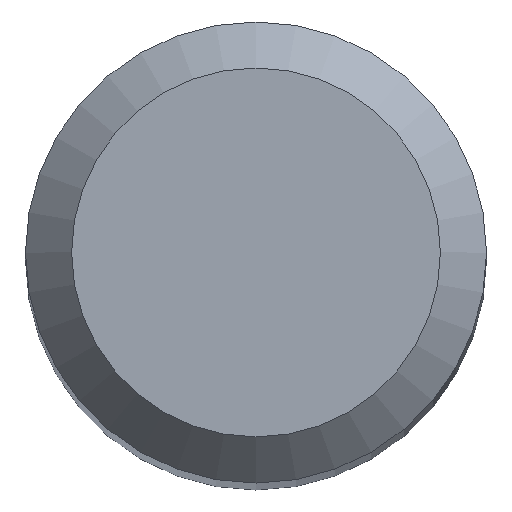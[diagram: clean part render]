
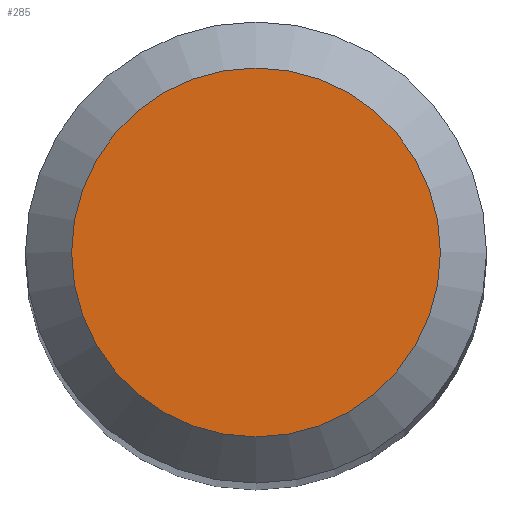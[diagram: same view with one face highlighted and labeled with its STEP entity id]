
A CAD part, top view. The second image highlights one B-rep face of the part: STEP entity #285.
In plain terms, the highlighted planar face has unit normal (0, 0, 1).
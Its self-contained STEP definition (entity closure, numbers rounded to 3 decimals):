
#2 = ORIENTED_EDGE ( 'NONE', *, *, #157, .T. ) ;
#7 = AXIS2_PLACEMENT_3D ( 'NONE', #236, #142, #147 ) ;
#42 = VERTEX_POINT ( 'NONE', #97 ) ;
#97 = CARTESIAN_POINT ( 'NONE',  ( 1.2, 0., 38. ) ) ;
#110 = DIRECTION ( 'NONE',  ( -1., 0., 0. ) ) ;
#142 = DIRECTION ( 'NONE',  ( 0., 0., 1. ) ) ;
#147 = DIRECTION ( 'NONE',  ( 1., 0., 0. ) ) ;
#157 = EDGE_CURVE ( 'NONE', #42, #42, #174, .T. ) ;
#163 = FACE_OUTER_BOUND ( 'NONE', #325, .T. ) ;
#174 = CIRCLE ( 'NONE', #7, 1.2 ) ;
#190 = PLANE ( 'NONE',  #203 ) ;
#203 = AXIS2_PLACEMENT_3D ( 'NONE', #226, #281, #110 ) ;
#226 = CARTESIAN_POINT ( 'NONE',  ( 0., 1.2, 38. ) ) ;
#236 = CARTESIAN_POINT ( 'NONE',  ( 0., 0., 38. ) ) ;
#281 = DIRECTION ( 'NONE',  ( 0., 0., -1. ) ) ;
#285 = ADVANCED_FACE ( 'NONE', ( #163 ), #190, .F. ) ;
#325 = EDGE_LOOP ( 'NONE', ( #2 ) ) ;
